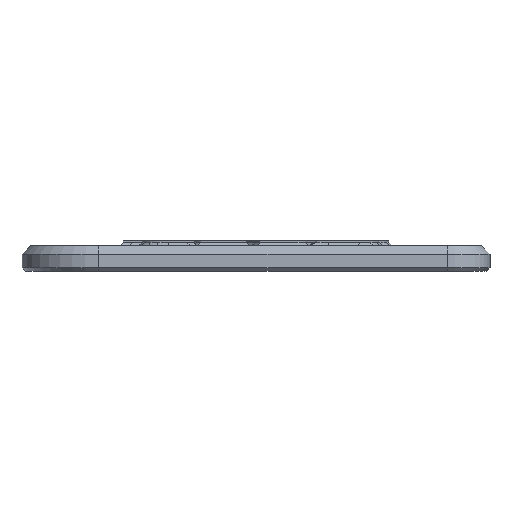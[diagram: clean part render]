
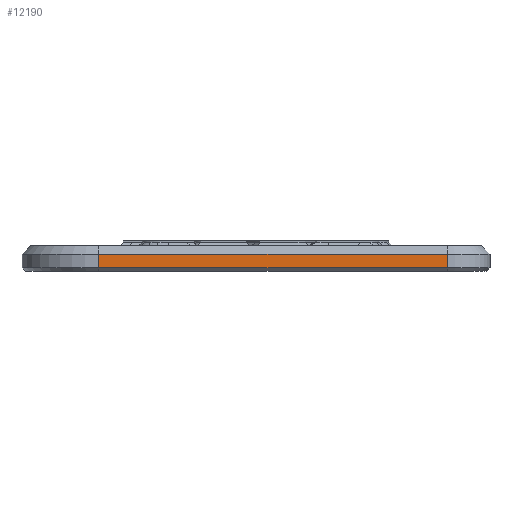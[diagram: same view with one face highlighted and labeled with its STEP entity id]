
A CAD part, front view. The second image highlights one B-rep face of the part: STEP entity #12190.
In plain terms, the highlighted planar face has unit normal (0, -1, 0).
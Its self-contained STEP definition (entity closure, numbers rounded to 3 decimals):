
#1845=FACE_OUTER_BOUND('',#2603,.T.);
#2603=EDGE_LOOP('',(#11122,#11123,#11124,#11125));
#3552=LINE('',#29031,#4534);
#3584=LINE('',#29129,#4566);
#3586=LINE('',#29135,#4568);
#3587=LINE('',#29136,#4569);
#4534=VECTOR('',#14358,10.);
#4566=VECTOR('',#14474,10.);
#4568=VECTOR('',#14484,10.);
#4569=VECTOR('',#14485,10.);
#5755=VERTEX_POINT('',#29023);
#5757=VERTEX_POINT('',#29029);
#5780=VERTEX_POINT('',#29123);
#5781=VERTEX_POINT('',#29127);
#7512=EDGE_CURVE('',#5757,#5755,#3552,.T.);
#7561=EDGE_CURVE('',#5780,#5781,#3584,.T.);
#7564=EDGE_CURVE('',#5757,#5781,#3586,.T.);
#7565=EDGE_CURVE('',#5755,#5780,#3587,.T.);
#11122=ORIENTED_EDGE('',*,*,#7512,.F.);
#11123=ORIENTED_EDGE('',*,*,#7564,.T.);
#11124=ORIENTED_EDGE('',*,*,#7561,.F.);
#11125=ORIENTED_EDGE('',*,*,#7565,.F.);
#11461=PLANE('',#12637);
#12190=ADVANCED_FACE('',(#1845),#11461,.T.);
#12637=AXIS2_PLACEMENT_3D('',#29134,#14482,#14483);
#14358=DIRECTION('',(-1.,0.,0.));
#14474=DIRECTION('',(1.,0.,0.));
#14482=DIRECTION('center_axis',(0.,-1.,
0.));
#14483=DIRECTION('ref_axis',(1.,0.,0.));
#14484=DIRECTION('',(0.,0.,1.));
#14485=DIRECTION('',(0.,0.,1.));
#29023=CARTESIAN_POINT('',(-6.808,-6.694,-29.854));
#29029=CARTESIAN_POINT('',(34.206,-6.694,-29.854));
#29031=CARTESIAN_POINT('',(2.445,-6.694,-29.854));
#29123=CARTESIAN_POINT('',(-6.808,-6.694,-28.254));
#29127=CARTESIAN_POINT('',(34.206,-6.694,-28.254));
#29129=CARTESIAN_POINT('',(2.445,-6.694,-28.254));
#29134=CARTESIAN_POINT('Origin',(-6.808,-6.694,-30.254));
#29135=CARTESIAN_POINT('',(34.206,-6.694,-30.254));
#29136=CARTESIAN_POINT('',(-6.808,-6.694,-30.254));
